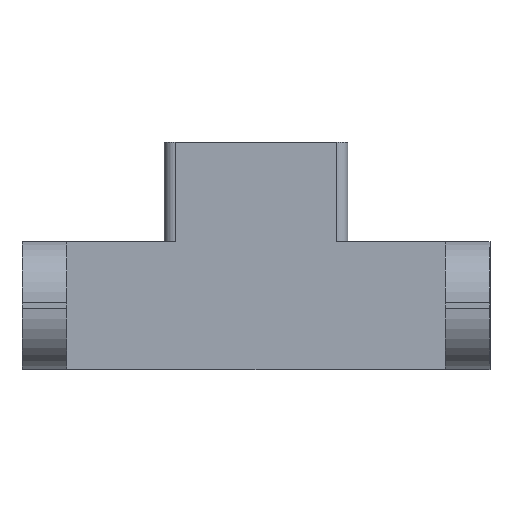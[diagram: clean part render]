
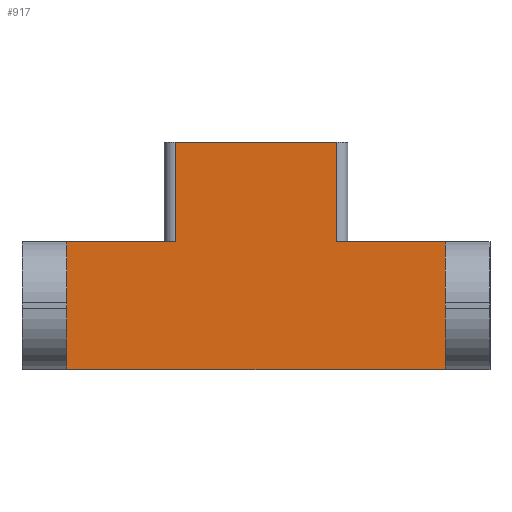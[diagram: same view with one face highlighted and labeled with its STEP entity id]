
A CAD part, left-side view. The second image highlights one B-rep face of the part: STEP entity #917.
In plain terms, the highlighted planar face has unit normal (-1, 0, 0).
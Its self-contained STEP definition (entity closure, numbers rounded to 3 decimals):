
#74=FACE_OUTER_BOUND('',#121,.T.);
#121=EDGE_LOOP('',(#655,#656,#657,#658,#659,#660,#661,#662));
#185=LINE('',#1374,#290);
#187=LINE('',#1380,#292);
#188=LINE('',#1382,#293);
#189=LINE('',#1384,#294);
#190=LINE('',#1386,#295);
#191=LINE('',#1388,#296);
#192=LINE('',#1390,#297);
#193=LINE('',#1391,#298);
#290=VECTOR('',#1112,10.);
#292=VECTOR('',#1118,10.);
#293=VECTOR('',#1119,10.);
#294=VECTOR('',#1120,10.);
#295=VECTOR('',#1121,10.);
#296=VECTOR('',#1122,10.);
#297=VECTOR('',#1123,10.);
#298=VECTOR('',#1124,10.);
#401=VERTEX_POINT('',#1371);
#402=VERTEX_POINT('',#1373);
#404=VERTEX_POINT('',#1379);
#405=VERTEX_POINT('',#1381);
#406=VERTEX_POINT('',#1383);
#407=VERTEX_POINT('',#1385);
#408=VERTEX_POINT('',#1387);
#409=VERTEX_POINT('',#1389);
#500=EDGE_CURVE('',#401,#402,#185,.T.);
#503=EDGE_CURVE('',#402,#404,#187,.T.);
#504=EDGE_CURVE('',#405,#401,#188,.T.);
#505=EDGE_CURVE('',#406,#405,#189,.T.);
#506=EDGE_CURVE('',#407,#406,#190,.T.);
#507=EDGE_CURVE('',#408,#407,#191,.T.);
#508=EDGE_CURVE('',#408,#409,#192,.T.);
#509=EDGE_CURVE('',#409,#404,#193,.T.);
#655=ORIENTED_EDGE('',*,*,#503,.F.);
#656=ORIENTED_EDGE('',*,*,#500,.F.);
#657=ORIENTED_EDGE('',*,*,#504,.F.);
#658=ORIENTED_EDGE('',*,*,#505,.F.);
#659=ORIENTED_EDGE('',*,*,#506,.F.);
#660=ORIENTED_EDGE('',*,*,#507,.F.);
#661=ORIENTED_EDGE('',*,*,#508,.T.);
#662=ORIENTED_EDGE('',*,*,#509,.T.);
#878=PLANE('',#992);
#917=ADVANCED_FACE('',(#74),#878,.T.);
#992=AXIS2_PLACEMENT_3D('',#1378,#1116,#1117);
#1112=DIRECTION('',(0.,0.,-1.));
#1116=DIRECTION('center_axis',(-1.,0.,0.));
#1117=DIRECTION('ref_axis',(0.,-1.,0.));
#1118=DIRECTION('',(0.,-1.,0.));
#1119=DIRECTION('',(0.,-1.,0.));
#1120=DIRECTION('',(0.,0.,1.));
#1121=DIRECTION('',(0.,-1.,0.));
#1122=DIRECTION('',(0.,0.,1.));
#1123=DIRECTION('',(0.,-1.,0.));
#1124=DIRECTION('',(0.,0.,1.));
#1371=CARTESIAN_POINT('',(-18.25,-7.25,20.4));
#1373=CARTESIAN_POINT('',(-18.25,-7.25,11.5));
#1374=CARTESIAN_POINT('',(-18.25,-7.25,0.));
#1378=CARTESIAN_POINT('Origin',(-18.25,8.25,0.));
#1379=CARTESIAN_POINT('',(-18.25,-17.,11.5));
#1380=CARTESIAN_POINT('',(-18.25,-8.25,11.5));
#1381=CARTESIAN_POINT('',(-18.25,7.25,20.4));
#1382=CARTESIAN_POINT('',(-18.25,8.25,20.4));
#1383=CARTESIAN_POINT('',(-18.25,7.25,11.5));
#1384=CARTESIAN_POINT('',(-18.25,7.25,0.));
#1385=CARTESIAN_POINT('',(-18.25,17.,11.5));
#1386=CARTESIAN_POINT('',(-18.25,8.25,11.5));
#1387=CARTESIAN_POINT('',(-18.25,17.,0.));
#1388=CARTESIAN_POINT('',(-18.25,17.,0.));
#1389=CARTESIAN_POINT('',(-18.25,-17.,0.));
#1390=CARTESIAN_POINT('',(-18.25,8.25,0.));
#1391=CARTESIAN_POINT('',(-18.25,-17.,0.));
